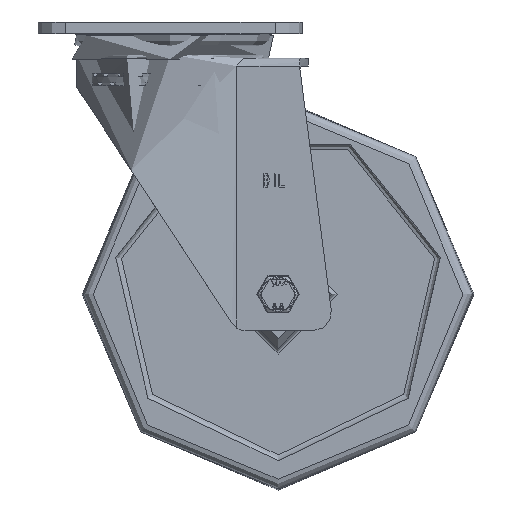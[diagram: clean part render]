
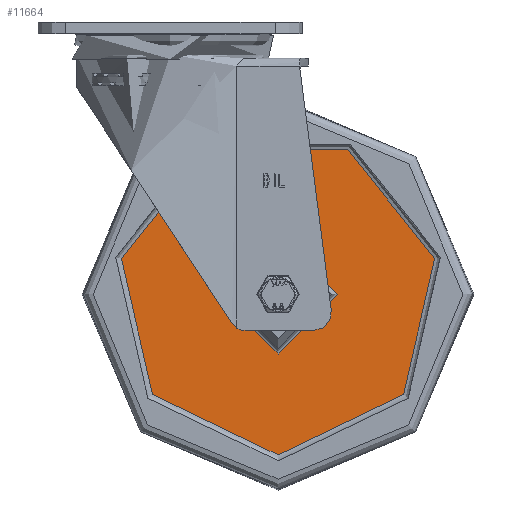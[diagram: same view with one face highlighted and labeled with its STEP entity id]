
A CAD part, front view. The second image highlights one B-rep face of the part: STEP entity #11664.
In plain terms, the highlighted planar face has unit normal (0, -1, 0).
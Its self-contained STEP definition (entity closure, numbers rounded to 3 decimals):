
#301=FACE_BOUND('',#2002,.T.);
#572=PLANE('',#12792);
#1308=FACE_OUTER_BOUND('',#2001,.T.);
#2001=EDGE_LOOP('',(#9518));
#2002=EDGE_LOOP('',(#9519));
#4578=CIRCLE('',#12791,30.5);
#4579=CIRCLE('',#12793,82.);
#5428=VERTEX_POINT('',#20068);
#5429=VERTEX_POINT('',#20072);
#6860=EDGE_CURVE('',#5428,#5428,#4578,.T.);
#6861=EDGE_CURVE('',#5429,#5429,#4579,.T.);
#9518=ORIENTED_EDGE('',*,*,#6861,.F.);
#9519=ORIENTED_EDGE('',*,*,#6860,.T.);
#11664=ADVANCED_FACE('',(#1308,#301),#572,.T.);
#12791=AXIS2_PLACEMENT_3D('',#20070,#15193,#15194);
#12792=AXIS2_PLACEMENT_3D('',#20071,#15195,#15196);
#12793=AXIS2_PLACEMENT_3D('',#20073,#15197,#15198);
#15193=DIRECTION('center_axis',(0.,1.,0.));
#15194=DIRECTION('ref_axis',(1.,0.,0.));
#15195=DIRECTION('center_axis',(0.,-1.,0.));
#15196=DIRECTION('ref_axis',(0.,0.,-1.));
#15197=DIRECTION('center_axis',(0.,1.,0.));
#15198=DIRECTION('ref_axis',(1.,0.,0.));
#20068=CARTESIAN_POINT('',(0.,-5.5,-30.5));
#20070=CARTESIAN_POINT('Origin',(0.,-5.5,0.));
#20071=CARTESIAN_POINT('Origin',(0.,-5.5,82.));
#20072=CARTESIAN_POINT('',(0.,-5.5,-82.));
#20073=CARTESIAN_POINT('Origin',(0.,-5.5,0.));
